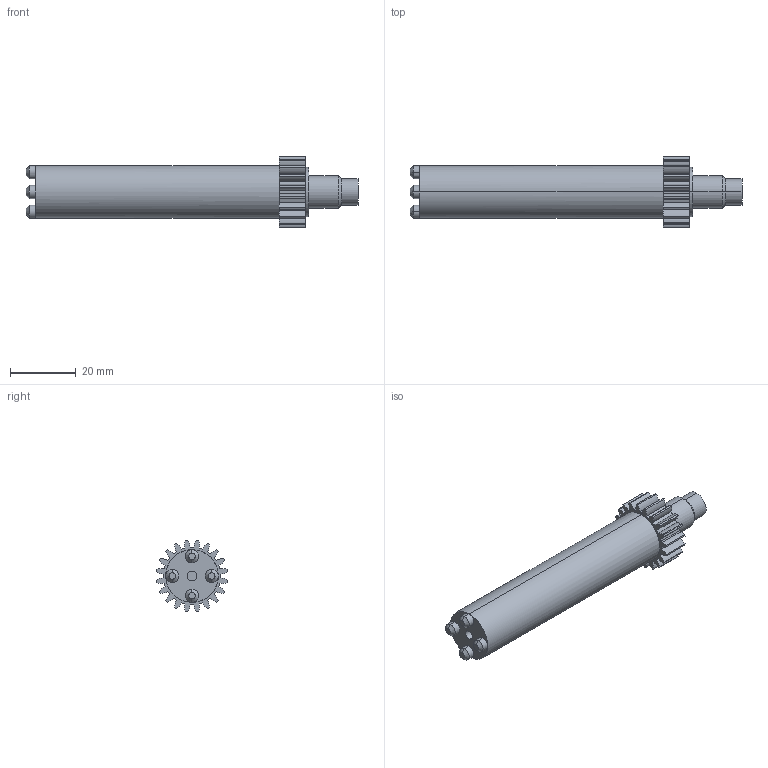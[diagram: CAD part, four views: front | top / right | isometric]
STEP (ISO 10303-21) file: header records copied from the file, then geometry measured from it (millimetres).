
FILE_DESCRIPTION (( 'STEP AP203' ), '1' );
FILE_NAME ('motor 3 gear.STEP', '2022-09-04T12:27:11', ( '' ), ( '' ), 'SwSTEP 2.0', 'SolidWorks 2020', '' );
FILE_SCHEMA (( 'CONFIG_CONTROL_DESIGN' ));
Length unit declared in the file: millimetre
Products named in the file (1): motor 3 gear
Bounding box: 101 x 21.8 x 21.8 mm (x, y, z)
Volume: 18049.7 mm3; surface area: 6695 mm2
Topology: 1 solids, 1 shells, 123 faces, 331 edges, 214 vertices
Faces by surface type: cylinder 103, cone 10, plane 10
Entity records: 4040 total; most frequent: DIRECTION 797, CARTESIAN_POINT 669, ORIENTED_EDGE 662, AXIS2_PLACEMENT_3D 342, EDGE_CURVE 331, CIRCLE 218, VERTEX_POINT 214, EDGE_LOOP 127
